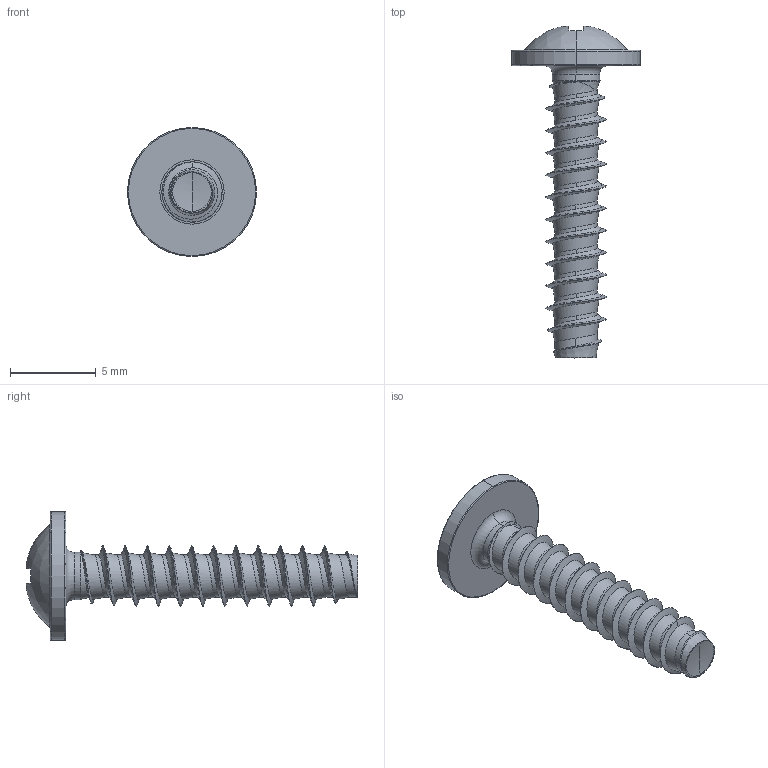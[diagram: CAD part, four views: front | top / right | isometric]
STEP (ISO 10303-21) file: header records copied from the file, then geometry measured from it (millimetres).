
FILE_DESCRIPTION (( 'STEP AP203' ), '1' );
FILE_NAME ('STP210350170.STEP', '2019-05-15T17:29:38', ( '' ), ( '' ), 'SwSTEP 2.0', 'SolidWorks 2015', '' );
FILE_SCHEMA (( 'CONFIG_CONTROL_DESIGN' ));
Length unit declared in the file: millimetre
Products named in the file (2): STP210350170
Bounding box: 7.5 x 19.31 x 7.5 mm (x, y, z)
Volume: 151.8 mm3; surface area: 337.7 mm2
Topology: 1 solids, 1 shells, 200 faces, 485 edges, 288 vertices
Faces by surface type: bspline 55, cylinder 50, torus 38, plane 31, sphere 20, cone 6
Entity records: 23826 total; most frequent: CARTESIAN_POINT 19535, ORIENTED_EDGE 966, DIRECTION 772, EDGE_CURVE 483, AXIS2_PLACEMENT_3D 340, VERTEX_POINT 288, EDGE_LOOP 203, ADVANCED_FACE 200
